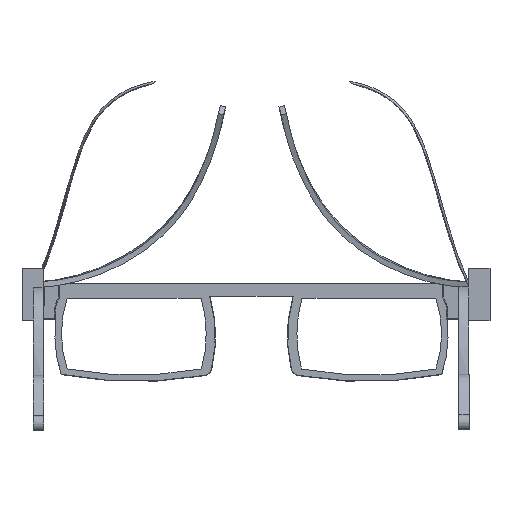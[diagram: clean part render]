
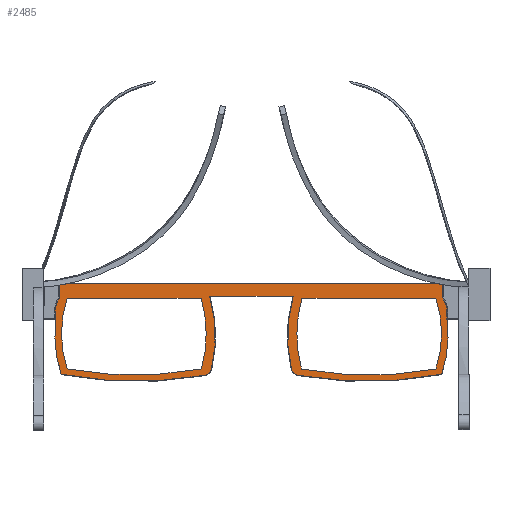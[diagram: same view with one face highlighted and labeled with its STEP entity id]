
A CAD part, left-side view. The second image highlights one B-rep face of the part: STEP entity #2485.
In plain terms, the highlighted planar face has unit normal (-1, 0, 0).
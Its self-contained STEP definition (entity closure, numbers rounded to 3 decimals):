
#99=FACE_BOUND('',#840,.T.);
#100=FACE_BOUND('',#841,.T.);
#107=PLANE('',#2696);
#190=LINE('',#3652,#412);
#191=LINE('',#3656,#413);
#192=LINE('',#3658,#414);
#193=LINE('',#3660,#415);
#194=LINE('',#3662,#416);
#195=LINE('',#3663,#417);
#196=LINE('',#3668,#418);
#197=LINE('',#3674,#419);
#412=VECTOR('',#2952,1.4);
#413=VECTOR('',#2955,1.4);
#414=VECTOR('',#2956,1.4);
#415=VECTOR('',#2957,1.4);
#416=VECTOR('',#2958,1.4);
#417=VECTOR('',#2959,1.4);
#418=VECTOR('',#2962,1.4);
#419=VECTOR('',#2967,1.4);
#675=FACE_OUTER_BOUND('',#839,.T.);
#839=EDGE_LOOP('',(#1767,#1768,#1769,#1770,#1771,#1772,#1773,#1774,#1775,
#1776,#1777,#1778,#1779,#1780));
#840=EDGE_LOOP('',(#1781,#1782,#1783,#1784));
#841=EDGE_LOOP('',(#1785,#1786,#1787,#1788));
#1003=CIRCLE('',#2668,113.673);
#1005=CIRCLE('',#2671,2.15);
#1007=CIRCLE('',#2674,40.589);
#1012=CIRCLE('',#2683,34.842);
#1015=CIRCLE('',#2687,40.589);
#1018=CIRCLE('',#2691,2.15);
#1020=CIRCLE('',#2694,113.673);
#1022=CIRCLE('',#2697,34.842);
#1023=CIRCLE('',#2698,36.62);
#1024=CIRCLE('',#2699,31.358);
#1025=CIRCLE('',#2700,102.396);
#1026=CIRCLE('',#2701,36.62);
#1027=CIRCLE('',#2702,102.396);
#1028=CIRCLE('',#2703,31.358);
#1123=VERTEX_POINT('',#3539);
#1126=VERTEX_POINT('',#3553);
#1128=VERTEX_POINT('',#3558);
#1130=VERTEX_POINT('',#3564);
#1135=VERTEX_POINT('',#3592);
#1139=VERTEX_POINT('',#3612);
#1140=VERTEX_POINT('',#3614);
#1143=VERTEX_POINT('',#3630);
#1145=VERTEX_POINT('',#3636);
#1146=VERTEX_POINT('',#3653);
#1147=VERTEX_POINT('',#3655);
#1148=VERTEX_POINT('',#3657);
#1149=VERTEX_POINT('',#3659);
#1150=VERTEX_POINT('',#3661);
#1151=VERTEX_POINT('',#3664);
#1152=VERTEX_POINT('',#3665);
#1153=VERTEX_POINT('',#3667);
#1154=VERTEX_POINT('',#3669);
#1155=VERTEX_POINT('',#3672);
#1156=VERTEX_POINT('',#3673);
#1157=VERTEX_POINT('',#3675);
#1158=VERTEX_POINT('',#3677);
#1360=EDGE_CURVE('',#1126,#1123,#1003,.T.);
#1362=EDGE_CURVE('',#1128,#1126,#1005,.T.);
#1365=EDGE_CURVE('',#1130,#1128,#1007,.T.);
#1374=EDGE_CURVE('',#1135,#1123,#1012,.T.);
#1379=EDGE_CURVE('',#1139,#1140,#1015,.T.);
#1383=EDGE_CURVE('',#1143,#1139,#1018,.T.);
#1386=EDGE_CURVE('',#1145,#1143,#1020,.T.);
#1388=EDGE_CURVE('',#1130,#1140,#190,.T.);
#1389=EDGE_CURVE('',#1145,#1146,#1022,.T.);
#1390=EDGE_CURVE('',#1146,#1147,#191,.T.);
#1391=EDGE_CURVE('',#1147,#1148,#192,.T.);
#1392=EDGE_CURVE('',#1148,#1149,#193,.T.);
#1393=EDGE_CURVE('',#1149,#1150,#194,.T.);
#1394=EDGE_CURVE('',#1150,#1135,#195,.T.);
#1395=EDGE_CURVE('',#1151,#1152,#1023,.T.);
#1396=EDGE_CURVE('',#1152,#1153,#196,.T.);
#1397=EDGE_CURVE('',#1153,#1154,#1024,.T.);
#1398=EDGE_CURVE('',#1154,#1151,#1025,.T.);
#1399=EDGE_CURVE('',#1155,#1156,#197,.T.);
#1400=EDGE_CURVE('',#1156,#1157,#1026,.T.);
#1401=EDGE_CURVE('',#1157,#1158,#1027,.T.);
#1402=EDGE_CURVE('',#1158,#1155,#1028,.T.);
#1767=ORIENTED_EDGE('',*,*,#1388,.T.);
#1768=ORIENTED_EDGE('',*,*,#1379,.F.);
#1769=ORIENTED_EDGE('',*,*,#1383,.F.);
#1770=ORIENTED_EDGE('',*,*,#1386,.F.);
#1771=ORIENTED_EDGE('',*,*,#1389,.T.);
#1772=ORIENTED_EDGE('',*,*,#1390,.T.);
#1773=ORIENTED_EDGE('',*,*,#1391,.T.);
#1774=ORIENTED_EDGE('',*,*,#1392,.T.);
#1775=ORIENTED_EDGE('',*,*,#1393,.T.);
#1776=ORIENTED_EDGE('',*,*,#1394,.T.);
#1777=ORIENTED_EDGE('',*,*,#1374,.T.);
#1778=ORIENTED_EDGE('',*,*,#1360,.F.);
#1779=ORIENTED_EDGE('',*,*,#1362,.F.);
#1780=ORIENTED_EDGE('',*,*,#1365,.F.);
#1781=ORIENTED_EDGE('',*,*,#1395,.T.);
#1782=ORIENTED_EDGE('',*,*,#1396,.T.);
#1783=ORIENTED_EDGE('',*,*,#1397,.T.);
#1784=ORIENTED_EDGE('',*,*,#1398,.T.);
#1785=ORIENTED_EDGE('',*,*,#1399,.T.);
#1786=ORIENTED_EDGE('',*,*,#1400,.T.);
#1787=ORIENTED_EDGE('',*,*,#1401,.T.);
#1788=ORIENTED_EDGE('',*,*,#1402,.T.);
#2485=ADVANCED_FACE('',(#675,#99,#100),#107,.F.);
#2668=AXIS2_PLACEMENT_3D('',#3555,#2889,#2890);
#2671=AXIS2_PLACEMENT_3D('',#3560,#2895,#2896);
#2674=AXIS2_PLACEMENT_3D('',#3575,#2901,#2902);
#2683=AXIS2_PLACEMENT_3D('',#3593,#2923,#2924);
#2687=AXIS2_PLACEMENT_3D('',#3615,#2932,#2933);
#2691=AXIS2_PLACEMENT_3D('',#3632,#2940,#2941);
#2694=AXIS2_PLACEMENT_3D('',#3649,#2946,#2947);
#2696=AXIS2_PLACEMENT_3D('',#3651,#2950,#2951);
#2697=AXIS2_PLACEMENT_3D('',#3654,#2953,#2954);
#2698=AXIS2_PLACEMENT_3D('',#3666,#2960,#2961);
#2699=AXIS2_PLACEMENT_3D('',#3670,#2963,#2964);
#2700=AXIS2_PLACEMENT_3D('',#3671,#2965,#2966);
#2701=AXIS2_PLACEMENT_3D('',#3676,#2968,#2969);
#2702=AXIS2_PLACEMENT_3D('',#3678,#2970,#2971);
#2703=AXIS2_PLACEMENT_3D('',#3679,#2972,#2973);
#2889=DIRECTION('center_axis',(1.,0.,0.));
#2890=DIRECTION('ref_axis',(0.,0.006,-1.));
#2895=DIRECTION('center_axis',(1.,0.,0.));
#2896=DIRECTION('ref_axis',(0.,-0.685,-0.729));
#2901=DIRECTION('center_axis',(1.,0.,0.));
#2902=DIRECTION('ref_axis',(0.,-1.,0.022));
#2923=DIRECTION('center_axis',(-1.,0.,0.));
#2924=DIRECTION('ref_axis',(0.,0.948,-0.317));
#2932=DIRECTION('center_axis',(1.,0.,0.));
#2933=DIRECTION('ref_axis',(0.,1.,0.022));
#2940=DIRECTION('center_axis',(1.,0.,0.));
#2941=DIRECTION('ref_axis',(0.,0.685,-0.729));
#2946=DIRECTION('center_axis',(1.,0.,0.));
#2947=DIRECTION('ref_axis',(0.,-0.006,-1.));
#2950=DIRECTION('center_axis',(1.,0.,0.));
#2951=DIRECTION('ref_axis',(0.,1.,0.));
#2952=DIRECTION('',(0.,-1.,0.));
#2953=DIRECTION('center_axis',(-1.,0.,0.));
#2954=DIRECTION('ref_axis',(0.,-0.948,-0.317));
#2955=DIRECTION('',(0.,-1.,0.));
#2956=DIRECTION('',(0.,0.,1.));
#2957=DIRECTION('',(0.,1.,0.));
#2958=DIRECTION('',(0.,0.,-1.));
#2959=DIRECTION('',(0.,-1.,0.));
#2960=DIRECTION('center_axis',(1.,0.,0.));
#2961=DIRECTION('ref_axis',(0.,0.961,0.275));
#2962=DIRECTION('',(0.,-1.,0.));
#2963=DIRECTION('center_axis',(1.,0.,0.));
#2964=DIRECTION('ref_axis',(0.,-0.948,-0.317));
#2965=DIRECTION('center_axis',(1.,0.,0.));
#2966=DIRECTION('ref_axis',(0.,0.185,-0.983));
#2967=DIRECTION('',(0.,-1.,0.));
#2968=DIRECTION('center_axis',(1.,0.,0.));
#2969=DIRECTION('ref_axis',(0.,-0.961,0.275));
#2970=DIRECTION('center_axis',(1.,0.,0.));
#2971=DIRECTION('ref_axis',(0.,-0.185,-0.983));
#2972=DIRECTION('center_axis',(1.,0.,0.));
#2973=DIRECTION('ref_axis',(0.,0.948,-0.317));
#3539=CARTESIAN_POINT('',(83.,28.841,-7.448));
#3553=CARTESIAN_POINT('',(83.,-11.74,-7.718));
#3555=CARTESIAN_POINT('Origin',(83.,7.809,104.262));
#3558=CARTESIAN_POINT('',(83.,-13.461,-6.099));
#3560=CARTESIAN_POINT('Origin',(83.,-11.37,-5.6));
#3564=CARTESIAN_POINT('',(83.,-13.,14.527));
#3575=CARTESIAN_POINT('Origin',(83.,26.016,3.337));
#3592=CARTESIAN_POINT('',(83.,30.312,7.963));
#3593=CARTESIAN_POINT('Origin',(83.,-4.24,3.485));
#3612=CARTESIAN_POINT('',(83.,-36.033,-6.099));
#3614=CARTESIAN_POINT('',(83.,-36.493,14.527));
#3615=CARTESIAN_POINT('Origin',(83.,-75.51,3.337));
#3630=CARTESIAN_POINT('',(83.,-37.754,-7.718));
#3632=CARTESIAN_POINT('Origin',(83.,-38.124,-5.6));
#3636=CARTESIAN_POINT('',(83.,-78.335,-7.448));
#3649=CARTESIAN_POINT('Origin',(83.,-57.302,104.262));
#3651=CARTESIAN_POINT('Origin',(83.,-24.661,4.375));
#3652=CARTESIAN_POINT('',(83.,-36.389,14.527));
#3653=CARTESIAN_POINT('',(83.,-79.804,7.981));
#3654=CARTESIAN_POINT('Origin',(83.,-45.253,3.485));
#3655=CARTESIAN_POINT('',(83.,-87.38,7.981));
#3656=CARTESIAN_POINT('',(83.,-79.782,7.981));
#3657=CARTESIAN_POINT('',(83.,-87.38,18.26));
#3658=CARTESIAN_POINT('',(83.,-87.38,18.337));
#3659=CARTESIAN_POINT('',(83.,38.059,18.26));
#3660=CARTESIAN_POINT('',(83.,28.805,18.26));
#3661=CARTESIAN_POINT('',(83.,38.059,7.963));
#3662=CARTESIAN_POINT('',(83.,38.059,18.26));
#3663=CARTESIAN_POINT('',(83.,38.059,7.963));
#3664=CARTESIAN_POINT('',(83.,-38.87,-5.969));
#3665=CARTESIAN_POINT('',(83.,-38.944,13.907));
#3666=CARTESIAN_POINT('Origin',(83.,-74.153,3.836));
#3667=CARTESIAN_POINT('',(83.,-76.663,13.907));
#3668=CARTESIAN_POINT('',(83.,-31.803,13.907));
#3669=CARTESIAN_POINT('',(83.,-76.663,-5.969));
#3670=CARTESIAN_POINT('Origin',(83.,-46.922,3.969));
#3671=CARTESIAN_POINT('Origin',(83.,-57.766,94.669));
#3672=CARTESIAN_POINT('',(83.,27.134,13.945));
#3673=CARTESIAN_POINT('',(83.,-10.584,13.945));
#3674=CARTESIAN_POINT('',(83.,1.237,13.945));
#3675=CARTESIAN_POINT('',(83.,-10.659,-5.931));
#3676=CARTESIAN_POINT('Origin',(83.,24.624,3.874));
#3677=CARTESIAN_POINT('',(83.,27.134,-5.931));
#3678=CARTESIAN_POINT('Origin',(83.,8.237,94.707));
#3679=CARTESIAN_POINT('Origin',(83.,-2.607,4.007));
